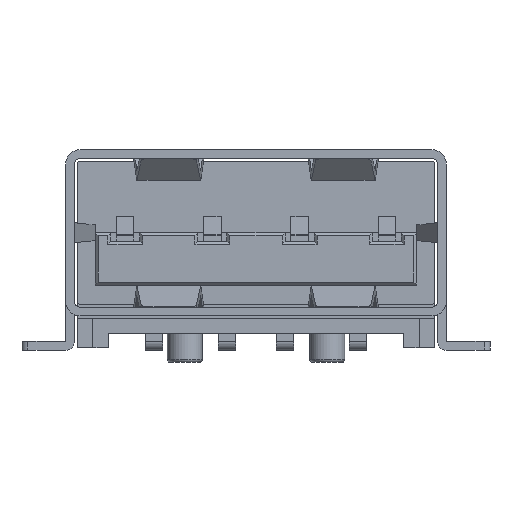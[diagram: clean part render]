
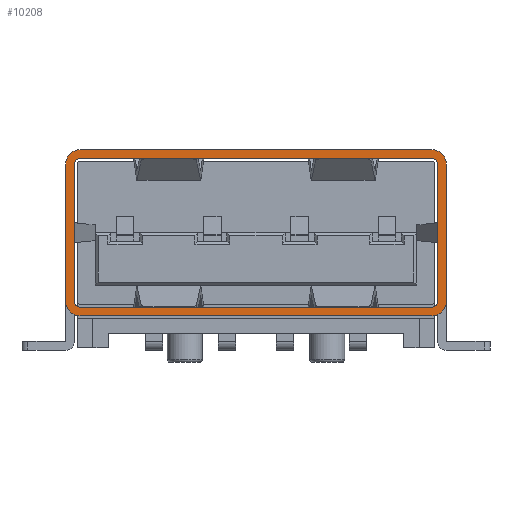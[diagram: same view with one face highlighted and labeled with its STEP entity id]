
A CAD part, front view. The second image highlights one B-rep face of the part: STEP entity #10208.
In plain terms, the highlighted planar face has unit normal (0, -1, 0).
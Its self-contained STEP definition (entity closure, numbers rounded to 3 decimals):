
#102 = CARTESIAN_POINT ( 'NONE',  ( 6.05, -7.6, 2.86 ) ) ;
#158 = CIRCLE ( 'NONE', #24961, 0.2 ) ;
#262 = CARTESIAN_POINT ( 'NONE',  ( -6.55, -7.6, 2.36 ) ) ;
#392 = DIRECTION ( 'NONE',  ( 0., 0., -1. ) ) ;
#1126 = LINE ( 'NONE', #11085, #23332 ) ;
#1269 = VECTOR ( 'NONE', #20689, 1000. ) ;
#1381 = VECTOR ( 'NONE', #5823, 1000. ) ;
#1414 = EDGE_CURVE ( 'NONE', #5261, #23574, #29281, .T. ) ;
#1440 = DIRECTION ( 'NONE',  ( 1., 0., 0. ) ) ;
#2431 = CARTESIAN_POINT ( 'NONE',  ( -6.05, -7.6, -2.56 ) ) ;
#2562 = VERTEX_POINT ( 'NONE', #7911 ) ;
#2769 = CARTESIAN_POINT ( 'NONE',  ( 6.05, -7.6, -2.36 ) ) ;
#2968 = AXIS2_PLACEMENT_3D ( 'NONE', #20722, #17970, #392 ) ;
#3243 = DIRECTION ( 'NONE',  ( 0., 1., 0. ) ) ;
#3614 = CIRCLE ( 'NONE', #13135, 0.5 ) ;
#3823 = CARTESIAN_POINT ( 'NONE',  ( -6.05, -7.6, -2.36 ) ) ;
#3824 = EDGE_LOOP ( 'NONE', ( #9224, #4638, #10364, #25243, #16089, #17690, #4797, #23675 ) ) ;
#3907 = EDGE_CURVE ( 'NONE', #15463, #2562, #28510, .T. ) ;
#4267 = VERTEX_POINT ( 'NONE', #21474 ) ;
#4553 = ORIENTED_EDGE ( 'NONE', *, *, #26962, .F. ) ;
#4638 = ORIENTED_EDGE ( 'NONE', *, *, #18269, .F. ) ;
#4797 = ORIENTED_EDGE ( 'NONE', *, *, #7957, .F. ) ;
#4950 = ORIENTED_EDGE ( 'NONE', *, *, #16568, .F. ) ;
#4963 = CARTESIAN_POINT ( 'NONE',  ( -6.05, -7.6, -2.86 ) ) ;
#5224 = LINE ( 'NONE', #2431, #22380 ) ;
#5261 = VERTEX_POINT ( 'NONE', #4963 ) ;
#5312 = EDGE_CURVE ( 'NONE', #21788, #13761, #1126, .T. ) ;
#5690 = CARTESIAN_POINT ( 'NONE',  ( -6.25, -7.6, -2.36 ) ) ;
#5823 = DIRECTION ( 'NONE',  ( 0., 0., 1. ) ) ;
#6599 = CARTESIAN_POINT ( 'NONE',  ( -6.05, -7.6, -2.86 ) ) ;
#6621 = AXIS2_PLACEMENT_3D ( 'NONE', #12422, #22637, #19828 ) ;
#7320 = DIRECTION ( 'NONE',  ( 1., 0., 0. ) ) ;
#7412 = CIRCLE ( 'NONE', #11086, 0.2 ) ;
#7911 = CARTESIAN_POINT ( 'NONE',  ( 6.25, -7.6, 2.36 ) ) ;
#7957 = EDGE_CURVE ( 'NONE', #32392, #19227, #9874, .T. ) ;
#8035 = DIRECTION ( 'NONE',  ( 0., 0., 1. ) ) ;
#8087 = DIRECTION ( 'NONE',  ( 0., 0., -1. ) ) ;
#8225 = PLANE ( 'NONE',  #2968 ) ;
#8323 = VERTEX_POINT ( 'NONE', #26670 ) ;
#8434 = CARTESIAN_POINT ( 'NONE',  ( -6.05, -7.6, -2.36 ) ) ;
#8980 = VECTOR ( 'NONE', #22735, 1000. ) ;
#8984 = DIRECTION ( 'NONE',  ( 0., 0., -1. ) ) ;
#9142 = CARTESIAN_POINT ( 'NONE',  ( 6.05, -7.6, 2.36 ) ) ;
#9224 = ORIENTED_EDGE ( 'NONE', *, *, #1414, .T. ) ;
#9277 = CIRCLE ( 'NONE', #6621, 0.5 ) ;
#9579 = ORIENTED_EDGE ( 'NONE', *, *, #32425, .T. ) ;
#9874 = LINE ( 'NONE', #12349, #8980 ) ;
#10120 = CARTESIAN_POINT ( 'NONE',  ( -6.05, -7.6, 2.56 ) ) ;
#10208 = ADVANCED_FACE ( 'NONE', ( #17818, #18293 ), #8225, .T. ) ;
#10354 = CARTESIAN_POINT ( 'NONE',  ( -6.25, -7.6, 2.36 ) ) ;
#10364 = ORIENTED_EDGE ( 'NONE', *, *, #30339, .T. ) ;
#10534 = ORIENTED_EDGE ( 'NONE', *, *, #15871, .T. ) ;
#10627 = DIRECTION ( 'NONE',  ( 0., 0., 1. ) ) ;
#10662 = VERTEX_POINT ( 'NONE', #21641 ) ;
#11085 = CARTESIAN_POINT ( 'NONE',  ( -6.05, -7.6, 2.86 ) ) ;
#11086 = AXIS2_PLACEMENT_3D ( 'NONE', #9142, #24636, #29508 ) ;
#11908 = AXIS2_PLACEMENT_3D ( 'NONE', #23160, #15744, #10627 ) ;
#12349 = CARTESIAN_POINT ( 'NONE',  ( -6.55, -7.6, -2.36 ) ) ;
#12422 = CARTESIAN_POINT ( 'NONE',  ( 6.05, -7.6, -2.36 ) ) ;
#13135 = AXIS2_PLACEMENT_3D ( 'NONE', #19496, #14587, #32149 ) ;
#13389 = VECTOR ( 'NONE', #8035, 1000. ) ;
#13618 = CARTESIAN_POINT ( 'NONE',  ( 6.25, -7.6, -2.36 ) ) ;
#13761 = VERTEX_POINT ( 'NONE', #102 ) ;
#13944 = DIRECTION ( 'NONE',  ( 0., -1., 0. ) ) ;
#14587 = DIRECTION ( 'NONE',  ( 0., -1., 0. ) ) ;
#14843 = ORIENTED_EDGE ( 'NONE', *, *, #31797, .T. ) ;
#15463 = VERTEX_POINT ( 'NONE', #29634 ) ;
#15744 = DIRECTION ( 'NONE',  ( 0., 1., 0. ) ) ;
#15871 = EDGE_CURVE ( 'NONE', #4267, #30426, #18727, .T. ) ;
#16089 = ORIENTED_EDGE ( 'NONE', *, *, #5312, .F. ) ;
#16173 = EDGE_CURVE ( 'NONE', #29112, #10662, #32815, .T. ) ;
#16483 = DIRECTION ( 'NONE',  ( 0., 0., -1. ) ) ;
#16568 = EDGE_CURVE ( 'NONE', #8323, #18631, #5224, .T. ) ;
#16966 = EDGE_CURVE ( 'NONE', #4267, #8323, #158, .T. ) ;
#17028 = CARTESIAN_POINT ( 'NONE',  ( 6.05, -7.6, -2.86 ) ) ;
#17066 = AXIS2_PLACEMENT_3D ( 'NONE', #8434, #31094, #16483 ) ;
#17297 = ORIENTED_EDGE ( 'NONE', *, *, #16966, .F. ) ;
#17679 = AXIS2_PLACEMENT_3D ( 'NONE', #2769, #3243, #8087 ) ;
#17690 = ORIENTED_EDGE ( 'NONE', *, *, #28173, .F. ) ;
#17818 = FACE_OUTER_BOUND ( 'NONE', #3824, .T. ) ;
#17848 = VERTEX_POINT ( 'NONE', #26503 ) ;
#17970 = DIRECTION ( 'NONE',  ( 0., -1., 0. ) ) ;
#18269 = EDGE_CURVE ( 'NONE', #27327, #23574, #9277, .T. ) ;
#18293 = FACE_BOUND ( 'NONE', #27068, .T. ) ;
#18510 = CARTESIAN_POINT ( 'NONE',  ( -6.05, -7.6, 2.56 ) ) ;
#18631 = VERTEX_POINT ( 'NONE', #19525 ) ;
#18727 = LINE ( 'NONE', #5690, #1269 ) ;
#19000 = CARTESIAN_POINT ( 'NONE',  ( -6.05, -7.6, 2.36 ) ) ;
#19227 = VERTEX_POINT ( 'NONE', #262 ) ;
#19496 = CARTESIAN_POINT ( 'NONE',  ( 6.05, -7.6, 2.36 ) ) ;
#19525 = CARTESIAN_POINT ( 'NONE',  ( 6.05, -7.6, -2.56 ) ) ;
#19564 = LINE ( 'NONE', #29559, #13389 ) ;
#19682 = CIRCLE ( 'NONE', #17066, 0.5 ) ;
#19828 = DIRECTION ( 'NONE',  ( 0., 0., -1. ) ) ;
#20095 = CARTESIAN_POINT ( 'NONE',  ( -6.05, -7.6, 2.86 ) ) ;
#20689 = DIRECTION ( 'NONE',  ( 0., 0., 1. ) ) ;
#20722 = CARTESIAN_POINT ( 'NONE',  ( 6.05, -7.6, -2.36 ) ) ;
#21172 = AXIS2_PLACEMENT_3D ( 'NONE', #19000, #31790, #26806 ) ;
#21342 = CIRCLE ( 'NONE', #17679, 0.2 ) ;
#21474 = CARTESIAN_POINT ( 'NONE',  ( -6.25, -7.6, -2.36 ) ) ;
#21641 = CARTESIAN_POINT ( 'NONE',  ( 6.05, -7.6, 2.56 ) ) ;
#21788 = VERTEX_POINT ( 'NONE', #20095 ) ;
#22380 = VECTOR ( 'NONE', #25379, 1000. ) ;
#22401 = ORIENTED_EDGE ( 'NONE', *, *, #3907, .F. ) ;
#22637 = DIRECTION ( 'NONE',  ( 0., 1., 0. ) ) ;
#22735 = DIRECTION ( 'NONE',  ( 0., 0., 1. ) ) ;
#22776 = CIRCLE ( 'NONE', #21172, 0.5 ) ;
#22958 = VECTOR ( 'NONE', #7320, 1000. ) ;
#23160 = CARTESIAN_POINT ( 'NONE',  ( -6.05, -7.6, 2.36 ) ) ;
#23332 = VECTOR ( 'NONE', #30797, 1000. ) ;
#23479 = VECTOR ( 'NONE', #1440, 1000. ) ;
#23574 = VERTEX_POINT ( 'NONE', #17028 ) ;
#23645 = EDGE_CURVE ( 'NONE', #32392, #5261, #19682, .T. ) ;
#23675 = ORIENTED_EDGE ( 'NONE', *, *, #23645, .T. ) ;
#24636 = DIRECTION ( 'NONE',  ( 0., -1., 0. ) ) ;
#24961 = AXIS2_PLACEMENT_3D ( 'NONE', #3823, #13944, #8984 ) ;
#25243 = ORIENTED_EDGE ( 'NONE', *, *, #26502, .T. ) ;
#25379 = DIRECTION ( 'NONE',  ( 1., 0., 0. ) ) ;
#26147 = CIRCLE ( 'NONE', #11908, 0.2 ) ;
#26502 = EDGE_CURVE ( 'NONE', #17848, #13761, #3614, .T. ) ;
#26503 = CARTESIAN_POINT ( 'NONE',  ( 6.55, -7.6, 2.36 ) ) ;
#26670 = CARTESIAN_POINT ( 'NONE',  ( -6.05, -7.6, -2.56 ) ) ;
#26806 = DIRECTION ( 'NONE',  ( 0., 0., 1. ) ) ;
#26962 = EDGE_CURVE ( 'NONE', #2562, #10662, #7412, .T. ) ;
#27068 = EDGE_LOOP ( 'NONE', ( #28633, #4553, #22401, #14843, #4950, #17297, #10534, #9579 ) ) ;
#27327 = VERTEX_POINT ( 'NONE', #31627 ) ;
#28173 = EDGE_CURVE ( 'NONE', #19227, #21788, #22776, .T. ) ;
#28510 = LINE ( 'NONE', #13618, #1381 ) ;
#28633 = ORIENTED_EDGE ( 'NONE', *, *, #16173, .T. ) ;
#29112 = VERTEX_POINT ( 'NONE', #18510 ) ;
#29281 = LINE ( 'NONE', #6599, #23479 ) ;
#29508 = DIRECTION ( 'NONE',  ( 0., 0., 1. ) ) ;
#29559 = CARTESIAN_POINT ( 'NONE',  ( 6.55, -7.6, -2.36 ) ) ;
#29634 = CARTESIAN_POINT ( 'NONE',  ( 6.25, -7.6, -2.36 ) ) ;
#30179 = CARTESIAN_POINT ( 'NONE',  ( -6.55, -7.6, -2.36 ) ) ;
#30339 = EDGE_CURVE ( 'NONE', #27327, #17848, #19564, .T. ) ;
#30426 = VERTEX_POINT ( 'NONE', #10354 ) ;
#30797 = DIRECTION ( 'NONE',  ( 1., 0., 0. ) ) ;
#31094 = DIRECTION ( 'NONE',  ( 0., -1., 0. ) ) ;
#31627 = CARTESIAN_POINT ( 'NONE',  ( 6.55, -7.6, -2.36 ) ) ;
#31790 = DIRECTION ( 'NONE',  ( 0., 1., 0. ) ) ;
#31797 = EDGE_CURVE ( 'NONE', #15463, #18631, #21342, .T. ) ;
#32149 = DIRECTION ( 'NONE',  ( 0., 0., 1. ) ) ;
#32392 = VERTEX_POINT ( 'NONE', #30179 ) ;
#32425 = EDGE_CURVE ( 'NONE', #30426, #29112, #26147, .T. ) ;
#32815 = LINE ( 'NONE', #10120, #22958 ) ;
